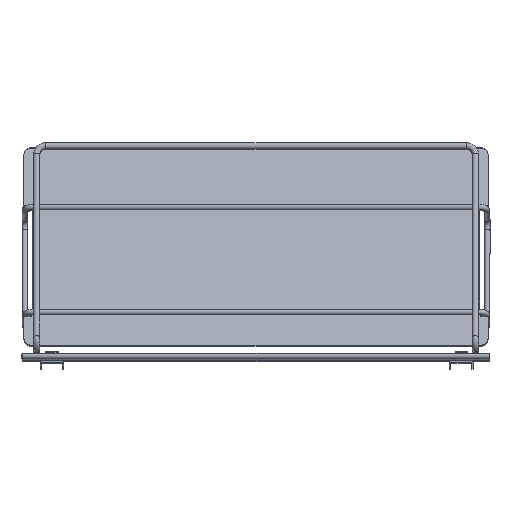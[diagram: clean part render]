
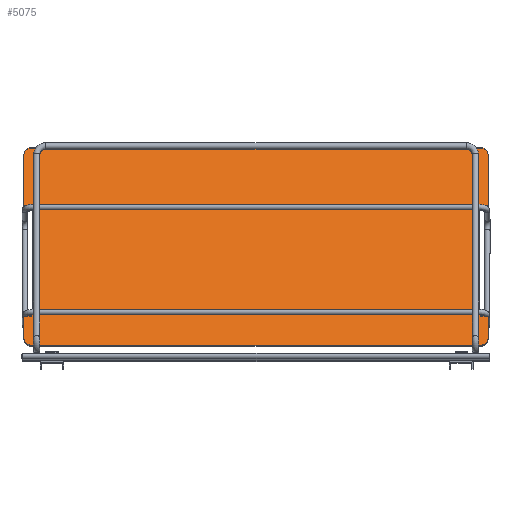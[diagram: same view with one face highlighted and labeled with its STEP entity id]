
A CAD part, top view. The second image highlights one B-rep face of the part: STEP entity #5075.
In plain terms, the highlighted face is planar.
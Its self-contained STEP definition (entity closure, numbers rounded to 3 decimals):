
#4155=CARTESIAN_POINT('',(236.8,-113.,0.0));
#4156=VERTEX_POINT('',#4155);
#4163=CARTESIAN_POINT('',(245.,-104.8,0.0));
#4164=VERTEX_POINT('',#4163);
#4165=CARTESIAN_POINT('',(236.8,-104.8,0.0));
#4166=DIRECTION('',(0.0,0.0,1.0));
#4167=DIRECTION('',(-1.0,0.0,0.0));
#4168=AXIS2_PLACEMENT_3D('',#4165,#4166,#4167);
#4169=CIRCLE('',#4168,8.2);
#4170=EDGE_CURVE('',#4156,#4164,#4169,.T.);
#4195=CARTESIAN_POINT('',(245.0,-47.497,0.0));
#4196=VERTEX_POINT('',#4195);
#4197=CARTESIAN_POINT('',(245.,-104.8,0.0));
#4198=DIRECTION('',(0.0,1.0,0.0));
#4199=VECTOR('',#4198,57.303);
#4200=LINE('',#4197,#4199);
#4201=EDGE_CURVE('',#4164,#4196,#4200,.T.);
#4248=CARTESIAN_POINT('',(244.5,-46.997,0.0));
#4249=VERTEX_POINT('',#4248);
#4250=CARTESIAN_POINT('',(244.5,-47.497,0.0));
#4251=DIRECTION('',(0.0,0.0,1.0));
#4252=DIRECTION('',(0.0,-1.0,0.0));
#4253=AXIS2_PLACEMENT_3D('',#4250,#4251,#4252);
#4254=CIRCLE('',#4253,0.5);
#4255=EDGE_CURVE('',#4196,#4249,#4254,.T.);
#4280=CARTESIAN_POINT('',(239.36,-46.997,0.0));
#4281=VERTEX_POINT('',#4280);
#4282=CARTESIAN_POINT('',(244.5,-46.997,0.0));
#4283=DIRECTION('',(-1.0,0.0,0.0));
#4284=VECTOR('',#4283,5.14);
#4285=LINE('',#4282,#4284);
#4286=EDGE_CURVE('',#4249,#4281,#4285,.T.);
#4333=CARTESIAN_POINT('',(236.,-43.5,0.0));
#4334=VERTEX_POINT('',#4333);
#4335=CARTESIAN_POINT('',(239.5,-43.5,0.0));
#4336=DIRECTION('',(0.0,0.0,-1.));
#4337=DIRECTION('',(-0.04,-0.999,0.0));
#4338=AXIS2_PLACEMENT_3D('',#4335,#4336,#4337);
#4339=CIRCLE('',#4338,3.5);
#4340=EDGE_CURVE('',#4281,#4334,#4339,.T.);
#4365=CARTESIAN_POINT('',(236.0,76.5,0.0));
#4366=VERTEX_POINT('',#4365);
#4367=CARTESIAN_POINT('',(236.,-43.5,0.0));
#4368=DIRECTION('',(0.0,1.0,0.0));
#4369=VECTOR('',#4368,120.);
#4370=LINE('',#4367,#4369);
#4371=EDGE_CURVE('',#4334,#4366,#4370,.T.);
#4418=CARTESIAN_POINT('',(239.5,80.,0.0));
#4419=VERTEX_POINT('',#4418);
#4420=CARTESIAN_POINT('',(239.5,76.5,0.0));
#4421=DIRECTION('',(0.0,0.0,-1.0));
#4422=DIRECTION('',(-1.0,0.0,0.0));
#4423=AXIS2_PLACEMENT_3D('',#4420,#4421,#4422);
#4424=CIRCLE('',#4423,3.5);
#4425=EDGE_CURVE('',#4366,#4419,#4424,.T.);
#4450=CARTESIAN_POINT('',(244.5,80.,0.0));
#4451=VERTEX_POINT('',#4450);
#4452=CARTESIAN_POINT('',(239.5,80.,0.0));
#4453=DIRECTION('',(1.0,0.0,0.0));
#4454=VECTOR('',#4453,5.);
#4455=LINE('',#4452,#4454);
#4456=EDGE_CURVE('',#4419,#4451,#4455,.T.);
#4503=CARTESIAN_POINT('',(245.0,80.5,0.0));
#4504=VERTEX_POINT('',#4503);
#4505=CARTESIAN_POINT('',(244.5,80.5,0.0));
#4506=DIRECTION('',(0.0,0.0,1.0));
#4507=DIRECTION('',(-1.0,0.0,0.0));
#4508=AXIS2_PLACEMENT_3D('',#4505,#4506,#4507);
#4509=CIRCLE('',#4508,0.5);
#4510=EDGE_CURVE('',#4451,#4504,#4509,.T.);
#4535=CARTESIAN_POINT('',(245.0,104.8,0.0));
#4536=VERTEX_POINT('',#4535);
#4537=CARTESIAN_POINT('',(245.0,80.5,0.0));
#4538=DIRECTION('',(0.0,1.0,0.0));
#4539=VECTOR('',#4538,24.3);
#4540=LINE('',#4537,#4539);
#4541=EDGE_CURVE('',#4504,#4536,#4540,.T.);
#4588=CARTESIAN_POINT('',(236.8,113.,0.0));
#4589=VERTEX_POINT('',#4588);
#4590=CARTESIAN_POINT('',(236.8,104.8,0.0));
#4591=DIRECTION('',(0.0,0.0,1.0));
#4592=DIRECTION('',(0.0,-1.0,0.0));
#4593=AXIS2_PLACEMENT_3D('',#4590,#4591,#4592);
#4594=CIRCLE('',#4593,8.2);
#4595=EDGE_CURVE('',#4536,#4589,#4594,.T.);
#4619=CARTESIAN_POINT('',(-236.8,-113.,0.0));
#4620=VERTEX_POINT('',#4619);
#4627=CARTESIAN_POINT('',(236.8,-113.,0.0));
#4628=DIRECTION('',(-1.0,0.0,0.0));
#4629=VECTOR('',#4628,473.6);
#4630=LINE('',#4627,#4629);
#4631=EDGE_CURVE('',#4156,#4620,#4630,.T.);
#4651=CARTESIAN_POINT('',(-245.0,-104.8,0.0));
#4652=VERTEX_POINT('',#4651);
#4659=CARTESIAN_POINT('',(-236.8,-104.8,0.0));
#4660=DIRECTION('',(0.0,0.0,-1.0));
#4661=DIRECTION('',(1.0,0.0,0.0));
#4662=AXIS2_PLACEMENT_3D('',#4659,#4660,#4661);
#4663=CIRCLE('',#4662,8.2);
#4664=EDGE_CURVE('',#4620,#4652,#4663,.T.);
#4683=CARTESIAN_POINT('',(-245.,-47.497,0.0));
#4684=VERTEX_POINT('',#4683);
#4691=CARTESIAN_POINT('',(-245.0,-104.8,0.0));
#4692=DIRECTION('',(0.0,1.0,0.0));
#4693=VECTOR('',#4692,57.303);
#4694=LINE('',#4691,#4693);
#4695=EDGE_CURVE('',#4652,#4684,#4694,.T.);
#4715=CARTESIAN_POINT('',(-244.5,-46.997,0.0));
#4716=VERTEX_POINT('',#4715);
#4723=CARTESIAN_POINT('',(-244.5,-47.497,0.0));
#4724=DIRECTION('',(0.0,0.0,-1.0));
#4725=DIRECTION('',(0.0,-1.0,0.0));
#4726=AXIS2_PLACEMENT_3D('',#4723,#4724,#4725);
#4727=CIRCLE('',#4726,0.5);
#4728=EDGE_CURVE('',#4684,#4716,#4727,.T.);
#4747=CARTESIAN_POINT('',(-239.36,-46.997,0.0));
#4748=VERTEX_POINT('',#4747);
#4755=CARTESIAN_POINT('',(-244.5,-46.997,0.0));
#4756=DIRECTION('',(1.0,0.0,0.0));
#4757=VECTOR('',#4756,5.14);
#4758=LINE('',#4755,#4757);
#4759=EDGE_CURVE('',#4716,#4748,#4758,.T.);
#4779=CARTESIAN_POINT('',(-236.0,-43.5,0.0));
#4780=VERTEX_POINT('',#4779);
#4787=CARTESIAN_POINT('',(-239.5,-43.5,0.0));
#4788=DIRECTION('',(0.0,0.0,1.0));
#4789=DIRECTION('',(0.04,-0.999,0.0));
#4790=AXIS2_PLACEMENT_3D('',#4787,#4788,#4789);
#4791=CIRCLE('',#4790,3.5);
#4792=EDGE_CURVE('',#4748,#4780,#4791,.T.);
#4811=CARTESIAN_POINT('',(-236.,76.5,0.0));
#4812=VERTEX_POINT('',#4811);
#4819=CARTESIAN_POINT('',(-236.0,-43.5,0.0));
#4820=DIRECTION('',(0.0,1.0,0.0));
#4821=VECTOR('',#4820,120.);
#4822=LINE('',#4819,#4821);
#4823=EDGE_CURVE('',#4780,#4812,#4822,.T.);
#4843=CARTESIAN_POINT('',(-239.5,80.,0.0));
#4844=VERTEX_POINT('',#4843);
#4851=CARTESIAN_POINT('',(-239.5,76.5,0.0));
#4852=DIRECTION('',(0.0,0.0,1.0));
#4853=DIRECTION('',(1.0,0.0,0.0));
#4854=AXIS2_PLACEMENT_3D('',#4851,#4852,#4853);
#4855=CIRCLE('',#4854,3.5);
#4856=EDGE_CURVE('',#4812,#4844,#4855,.T.);
#4875=CARTESIAN_POINT('',(-244.5,80.,0.0));
#4876=VERTEX_POINT('',#4875);
#4883=CARTESIAN_POINT('',(-239.5,80.,0.0));
#4884=DIRECTION('',(-1.0,0.0,0.0));
#4885=VECTOR('',#4884,5.);
#4886=LINE('',#4883,#4885);
#4887=EDGE_CURVE('',#4844,#4876,#4886,.T.);
#4907=CARTESIAN_POINT('',(-245.,80.5,0.0));
#4908=VERTEX_POINT('',#4907);
#4915=CARTESIAN_POINT('',(-244.5,80.5,0.0));
#4916=DIRECTION('',(0.0,0.0,-1.0));
#4917=DIRECTION('',(1.0,0.0,0.0));
#4918=AXIS2_PLACEMENT_3D('',#4915,#4916,#4917);
#4919=CIRCLE('',#4918,0.5);
#4920=EDGE_CURVE('',#4876,#4908,#4919,.T.);
#4939=CARTESIAN_POINT('',(-245.,104.8,0.0));
#4940=VERTEX_POINT('',#4939);
#4947=CARTESIAN_POINT('',(-245.,80.5,0.0));
#4948=DIRECTION('',(0.0,1.0,0.0));
#4949=VECTOR('',#4948,24.3);
#4950=LINE('',#4947,#4949);
#4951=EDGE_CURVE('',#4908,#4940,#4950,.T.);
#4971=CARTESIAN_POINT('',(-236.8,113.,0.0));
#4972=VERTEX_POINT('',#4971);
#4979=CARTESIAN_POINT('',(-236.8,104.8,0.0));
#4980=DIRECTION('',(0.0,0.0,-1.0));
#4981=DIRECTION('',(0.0,-1.0,0.0));
#4982=AXIS2_PLACEMENT_3D('',#4979,#4980,#4981);
#4983=CIRCLE('',#4982,8.2);
#4984=EDGE_CURVE('',#4940,#4972,#4983,.T.);
#5002=CARTESIAN_POINT('',(-236.8,113.,0.0));
#5003=DIRECTION('',(1.0,0.0,0.0));
#5004=VECTOR('',#5003,473.6);
#5005=LINE('',#5002,#5004);
#5006=EDGE_CURVE('',#4972,#4589,#5005,.T.);
#5044=CARTESIAN_POINT('',(-122.2,0.253,0.0));
#5045=DIRECTION('',(0.0,0.0,1.0));
#5046=DIRECTION('',(1.0,0.0,0.0));
#5047=AXIS2_PLACEMENT_3D('',#5044,#5045,#5046);
#5048=PLANE('',#5047);
#5049=ORIENTED_EDGE('',*,*,#5006,.T.);
#5050=ORIENTED_EDGE('',*,*,#4595,.F.);
#5051=ORIENTED_EDGE('',*,*,#4541,.F.);
#5052=ORIENTED_EDGE('',*,*,#4510,.F.);
#5053=ORIENTED_EDGE('',*,*,#4456,.F.);
#5054=ORIENTED_EDGE('',*,*,#4425,.F.);
#5055=ORIENTED_EDGE('',*,*,#4371,.F.);
#5056=ORIENTED_EDGE('',*,*,#4340,.F.);
#5057=ORIENTED_EDGE('',*,*,#4286,.F.);
#5058=ORIENTED_EDGE('',*,*,#4255,.F.);
#5059=ORIENTED_EDGE('',*,*,#4201,.F.);
#5060=ORIENTED_EDGE('',*,*,#4170,.F.);
#5061=ORIENTED_EDGE('',*,*,#4631,.T.);
#5062=ORIENTED_EDGE('',*,*,#4664,.T.);
#5063=ORIENTED_EDGE('',*,*,#4695,.T.);
#5064=ORIENTED_EDGE('',*,*,#4728,.T.);
#5065=ORIENTED_EDGE('',*,*,#4759,.T.);
#5066=ORIENTED_EDGE('',*,*,#4792,.T.);
#5067=ORIENTED_EDGE('',*,*,#4823,.T.);
#5068=ORIENTED_EDGE('',*,*,#4856,.T.);
#5069=ORIENTED_EDGE('',*,*,#4887,.T.);
#5070=ORIENTED_EDGE('',*,*,#4920,.T.);
#5071=ORIENTED_EDGE('',*,*,#4951,.T.);
#5072=ORIENTED_EDGE('',*,*,#4984,.T.);
#5073=EDGE_LOOP('',(#5049,#5050,#5051,#5052,#5053,#5054,#5055,#5056,#5057,#5058,#5059,#5060,#5061,#5062,#5063,#5064,#5065,#5066,#5067,#5068,#5069,#5070,#5071,#5072));
#5074=FACE_OUTER_BOUND('',#5073,.T.);
#5075=ADVANCED_FACE('',(#5074),#5048,.F.);
